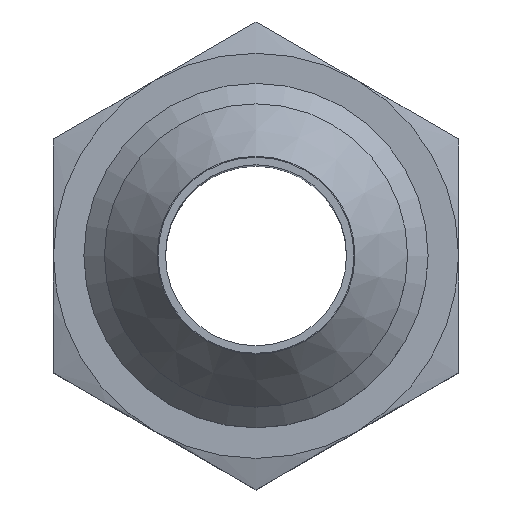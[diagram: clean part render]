
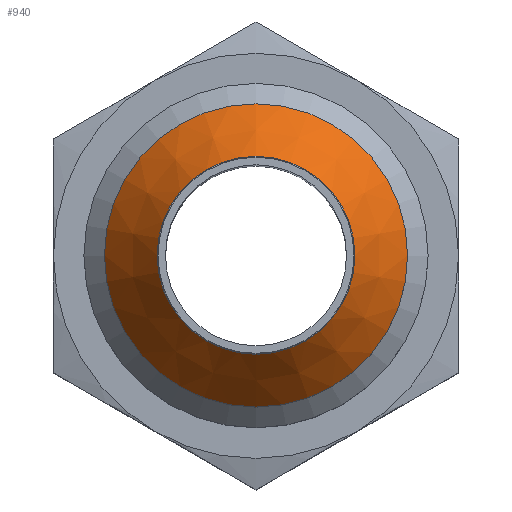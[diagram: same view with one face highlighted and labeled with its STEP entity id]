
A CAD part, top view. The second image highlights one B-rep face of the part: STEP entity #940.
In plain terms, the highlighted conical face has half-angle 37 degrees and reference radius 6.864 mm.
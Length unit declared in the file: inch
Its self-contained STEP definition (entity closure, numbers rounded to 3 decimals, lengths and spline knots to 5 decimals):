
#898=CARTESIAN_POINT('',(0.,0.21375,-0.001));
#899=VERTEX_POINT('',#898);
#900=CARTESIAN_POINT('',(0.,0.,-0.001));
#901=DIRECTION('',(0.0,0.0,1.0));
#902=DIRECTION('',(0.0,-1.0,0.0));
#903=AXIS2_PLACEMENT_3D('',#900,#901,#902);
#904=CIRCLE('',#903,0.21375);
#905=EDGE_CURVE('',#899,#899,#904,.T.);
#921=CARTESIAN_POINT('',(0.,0.,-0.07597));
#922=DIRECTION('',(0.,0.,-1.0));
#923=DIRECTION('',(0.0,1.0,0.0));
#924=AXIS2_PLACEMENT_3D('',#921,#922,#923);
#925=CONICAL_SURFACE('',#924,0.27025,37.);
#926=CARTESIAN_POINT('',(0.,0.3275,-0.15195));
#927=VERTEX_POINT('',#926);
#928=CARTESIAN_POINT('',(0.,0.,-0.15195));
#929=DIRECTION('',(0.0,0.0,1.0));
#930=DIRECTION('',(0.0,1.0,0.0));
#931=AXIS2_PLACEMENT_3D('',#928,#929,#930);
#932=CIRCLE('',#931,0.3275);
#933=EDGE_CURVE('',#927,#927,#932,.T.);
#934=ORIENTED_EDGE('',*,*,#933,.T.);
#935=EDGE_LOOP('',(#934));
#936=FACE_OUTER_BOUND('',#935,.T.);
#937=ORIENTED_EDGE('',*,*,#905,.F.);
#938=EDGE_LOOP('',(#937));
#939=FACE_BOUND('',#938,.T.);
#940=ADVANCED_FACE('',(#936,#939),#925,.T.);
